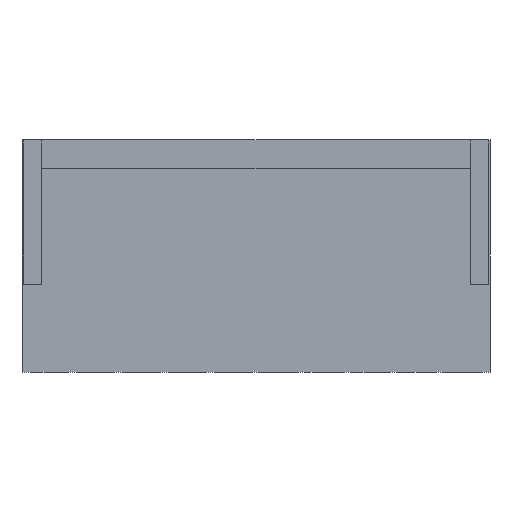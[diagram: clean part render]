
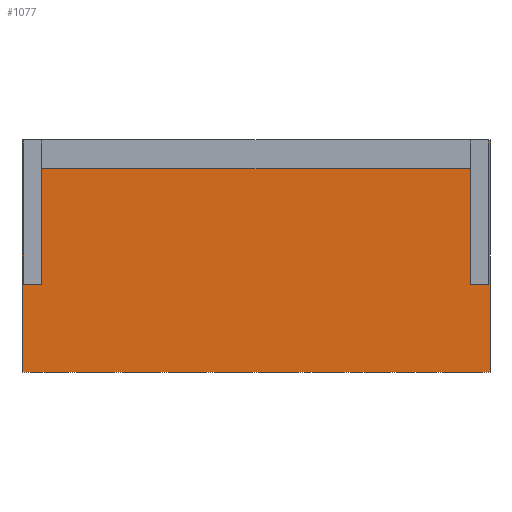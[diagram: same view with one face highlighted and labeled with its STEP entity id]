
A CAD part, front view. The second image highlights one B-rep face of the part: STEP entity #1077.
In plain terms, the highlighted planar face has unit normal (0, -1, 0).
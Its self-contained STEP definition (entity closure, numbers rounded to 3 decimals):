
#1077 = ADVANCED_FACE( '', ( #2192 ), #2193, .T. );
#2192 = FACE_OUTER_BOUND( '', #3294, .T. );
#2193 = PLANE( '', #3295 );
#3294 = EDGE_LOOP( '', ( #6576, #6577, #6578, #6579, #6580, #6581, #6582, #6583, #6584, #6585, #6586, #6587 ) );
#3295 = AXIS2_PLACEMENT_3D( '', #6588, #6589, #6590 );
#6576 = ORIENTED_EDGE( '', *, *, #7278, .T. );
#6577 = ORIENTED_EDGE( '', *, *, #7430, .F. );
#6578 = ORIENTED_EDGE( '', *, *, #7083, .F. );
#6579 = ORIENTED_EDGE( '', *, *, #7807, .F. );
#6580 = ORIENTED_EDGE( '', *, *, #7218, .T. );
#6581 = ORIENTED_EDGE( '', *, *, #7544, .F. );
#6582 = ORIENTED_EDGE( '', *, *, #7640, .F. );
#6583 = ORIENTED_EDGE( '', *, *, #7541, .T. );
#6584 = ORIENTED_EDGE( '', *, *, #7215, .T. );
#6585 = ORIENTED_EDGE( '', *, *, #7245, .F. );
#6586 = ORIENTED_EDGE( '', *, *, #7241, .F. );
#6587 = ORIENTED_EDGE( '', *, *, #6762, .F. );
#6588 = CARTESIAN_POINT( '', ( 12.96, -2.5, -6.425 ) );
#6589 = DIRECTION( '', ( 0., -1., 0. ) );
#6590 = DIRECTION( '', ( 0., 0., -1. ) );
#6762 = EDGE_CURVE( '', #8188, #8180, #8190, .T. );
#7083 = EDGE_CURVE( '', #8729, #8730, #8731, .T. );
#7215 = EDGE_CURVE( '', #8953, #8951, #8954, .T. );
#7218 = EDGE_CURVE( '', #8958, #8956, #8959, .T. );
#7241 = EDGE_CURVE( '', #8180, #8994, #8995, .T. );
#7245 = EDGE_CURVE( '', #8994, #8951, #9000, .T. );
#7278 = EDGE_CURVE( '', #8188, #9040, #9042, .T. );
#7430 = EDGE_CURVE( '', #8730, #9040, #9262, .T. );
#7541 = EDGE_CURVE( '', #9408, #8953, #9409, .T. );
#7544 = EDGE_CURVE( '', #9412, #8956, #9413, .T. );
#7640 = EDGE_CURVE( '', #9408, #9412, #9538, .T. );
#7807 = EDGE_CURVE( '', #8958, #8729, #9739, .T. );
#8180 = VERTEX_POINT( '', #10235 );
#8188 = VERTEX_POINT( '', #10247 );
#8190 = LINE( '', #10250, #10251 );
#8729 = VERTEX_POINT( '', #11048 );
#8730 = VERTEX_POINT( '', #11049 );
#8731 = LINE( '', #11050, #11051 );
#8951 = VERTEX_POINT( '', #11383 );
#8953 = VERTEX_POINT( '', #11386 );
#8954 = LINE( '', #11387, #11388 );
#8956 = VERTEX_POINT( '', #11391 );
#8958 = VERTEX_POINT( '', #11394 );
#8959 = LINE( '', #11395, #11396 );
#8994 = VERTEX_POINT( '', #11448 );
#8995 = LINE( '', #11449, #11450 );
#9000 = LINE( '', #11457, #11458 );
#9040 = VERTEX_POINT( '', #11518 );
#9042 = LINE( '', #11521, #11522 );
#9262 = LINE( '', #11852, #11853 );
#9408 = VERTEX_POINT( '', #12075 );
#9409 = LINE( '', #12076, #12077 );
#9412 = VERTEX_POINT( '', #12081 );
#9413 = LINE( '', #12082, #12083 );
#9538 = LINE( '', #12283, #12284 );
#9739 = LINE( '', #12595, #12596 );
#10235 = CARTESIAN_POINT( '', ( 11.86, -2.5, -1.575 ) );
#10247 = CARTESIAN_POINT( '', ( 11.86, -2.5, 4.825 ) );
#10250 = CARTESIAN_POINT( '', ( 11.86, -2.5, 6.425 ) );
#10251 = VECTOR( '', #12882, 1000. );
#11048 = CARTESIAN_POINT( '', ( -12.86, -2.5, -1.575 ) );
#11049 = CARTESIAN_POINT( '', ( -11.86, -2.5, -1.575 ) );
#11050 = CARTESIAN_POINT( '', ( -12.86, -2.5, -1.575 ) );
#11051 = VECTOR( '', #13141, 1000. );
#11383 = CARTESIAN_POINT( '', ( 12.86, -2.5, 6.425 ) );
#11386 = CARTESIAN_POINT( '', ( 12.96, -2.5, 6.425 ) );
#11387 = CARTESIAN_POINT( '', ( 12.96, -2.5, 6.425 ) );
#11388 = VECTOR( '', #13255, 1000. );
#11391 = CARTESIAN_POINT( '', ( -12.96, -2.5, 6.425 ) );
#11394 = CARTESIAN_POINT( '', ( -12.86, -2.5, 6.425 ) );
#11395 = CARTESIAN_POINT( '', ( 12.96, -2.5, 6.425 ) );
#11396 = VECTOR( '', #13258, 1000. );
#11448 = CARTESIAN_POINT( '', ( 12.86, -2.5, -1.575 ) );
#11449 = CARTESIAN_POINT( '', ( 11.86, -2.5, -1.575 ) );
#11450 = VECTOR( '', #13276, 1000. );
#11457 = CARTESIAN_POINT( '', ( 12.86, -2.5, -1.575 ) );
#11458 = VECTOR( '', #13279, 1000. );
#11518 = CARTESIAN_POINT( '', ( -11.86, -2.5, 4.825 ) );
#11521 = CARTESIAN_POINT( '', ( 11.86, -2.5, 4.825 ) );
#11522 = VECTOR( '', #13301, 1000. );
#11852 = CARTESIAN_POINT( '', ( -11.86, -2.5, -1.575 ) );
#11853 = VECTOR( '', #13412, 1000. );
#12075 = CARTESIAN_POINT( '', ( 12.96, -2.5, -6.425 ) );
#12076 = CARTESIAN_POINT( '', ( 12.96, -2.5, -6.425 ) );
#12077 = VECTOR( '', #13489, 1000. );
#12081 = CARTESIAN_POINT( '', ( -12.96, -2.5, -6.425 ) );
#12082 = CARTESIAN_POINT( '', ( -12.96, -2.5, -6.425 ) );
#12083 = VECTOR( '', #13491, 1000. );
#12283 = CARTESIAN_POINT( '', ( 12.96, -2.5, -6.425 ) );
#12284 = VECTOR( '', #13567, 1000. );
#12595 = CARTESIAN_POINT( '', ( -12.86, -2.5, 6.425 ) );
#12596 = VECTOR( '', #13678, 1000. );
#12882 = DIRECTION( '', ( 0., 0., -1. ) );
#13141 = DIRECTION( '', ( 1., 0., 0. ) );
#13255 = DIRECTION( '', ( -1., 0., 0. ) );
#13258 = DIRECTION( '', ( -1., 0., 0. ) );
#13276 = DIRECTION( '', ( 1., 0., 0. ) );
#13279 = DIRECTION( '', ( 0., 0., 1. ) );
#13301 = DIRECTION( '', ( -1., 0., 0. ) );
#13412 = DIRECTION( '', ( 0., 0., 1. ) );
#13489 = DIRECTION( '', ( 0., 0., 1. ) );
#13491 = DIRECTION( '', ( 0., 0., 1. ) );
#13567 = DIRECTION( '', ( -1., 0., 0. ) );
#13678 = DIRECTION( '', ( 0., 0., -1. ) );
